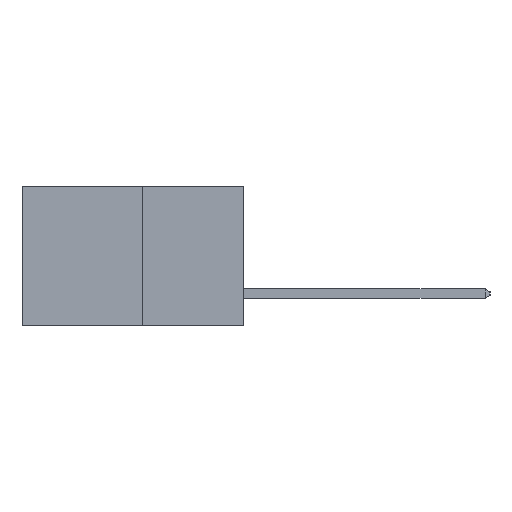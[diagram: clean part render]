
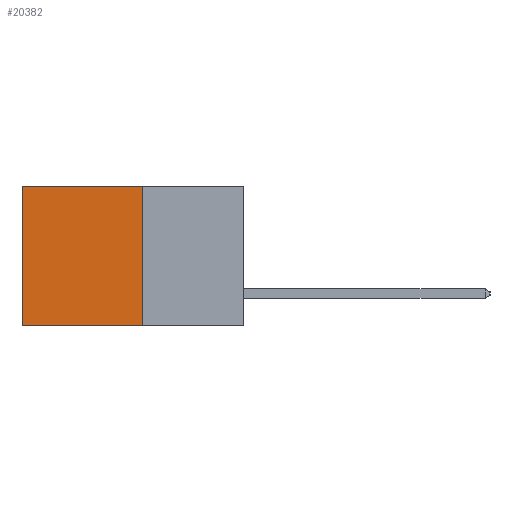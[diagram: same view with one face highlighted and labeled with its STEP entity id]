
A CAD part, left-side view. The second image highlights one B-rep face of the part: STEP entity #20382.
In plain terms, the highlighted planar face has unit normal (-1, 0, 0).
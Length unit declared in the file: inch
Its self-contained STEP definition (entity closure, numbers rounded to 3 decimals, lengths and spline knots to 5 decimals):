
#205 = DIRECTION ( 'NONE',  ( 1., 0., 0. ) ) ;
#1793 = ORIENTED_EDGE ( 'NONE', *, *, #20469, .F. ) ;
#2255 = CARTESIAN_POINT ( 'NONE',  ( 0.277, 0.27, -0.37 ) ) ;
#2501 = VERTEX_POINT ( 'NONE', #18475 ) ;
#2675 = VERTEX_POINT ( 'NONE', #15013 ) ;
#2923 = LINE ( 'NONE', #22665, #7951 ) ;
#3348 = ORIENTED_EDGE ( 'NONE', *, *, #15129, .T. ) ;
#3809 = LINE ( 'NONE', #4146, #14454 ) ;
#4146 = CARTESIAN_POINT ( 'NONE',  ( 0.277, 0.27, -0.37 ) ) ;
#5766 = ORIENTED_EDGE ( 'NONE', *, *, #14681, .F. ) ;
#6322 = DIRECTION ( 'NONE',  ( 0., 0., -1. ) ) ;
#7951 = VECTOR ( 'NONE', #24747, 39.37008 ) ;
#8246 = CARTESIAN_POINT ( 'NONE',  ( 0.277, 0.59, -0.37 ) ) ;
#9448 = LINE ( 'NONE', #25227, #19949 ) ;
#9580 = EDGE_CURVE ( 'NONE', #2501, #15783, #9448, .T. ) ;
#9848 = CARTESIAN_POINT ( 'NONE',  ( 0.277, 0.27, 0. ) ) ;
#12866 = PLANE ( 'NONE',  #18233 ) ;
#13753 = VECTOR ( 'NONE', #22377, 39.37008 ) ;
#14454 = VECTOR ( 'NONE', #6322, 39.37008 ) ;
#14681 = EDGE_CURVE ( 'NONE', #2675, #25438, #3809, .T. ) ;
#14835 = DIRECTION ( 'NONE',  ( 0., 0., -1. ) ) ;
#15013 = CARTESIAN_POINT ( 'NONE',  ( 0.277, 0.27, 0. ) ) ;
#15056 = DIRECTION ( 'NONE',  ( 0., 0., -1. ) ) ;
#15084 = LINE ( 'NONE', #9848, #13753 ) ;
#15129 = EDGE_CURVE ( 'NONE', #2675, #2501, #15084, .T. ) ;
#15783 = VERTEX_POINT ( 'NONE', #8246 ) ;
#18233 = AXIS2_PLACEMENT_3D ( 'NONE', #2255, #205, #15056 ) ;
#18475 = CARTESIAN_POINT ( 'NONE',  ( 0.277, 0.59, 0. ) ) ;
#19949 = VECTOR ( 'NONE', #14835, 39.37008 ) ;
#20382 = ADVANCED_FACE ( 'NONE', ( #21754 ), #12866, .F. ) ;
#20469 = EDGE_CURVE ( 'NONE', #25438, #15783, #2923, .T. ) ;
#21097 = ORIENTED_EDGE ( 'NONE', *, *, #9580, .T. ) ;
#21754 = FACE_OUTER_BOUND ( 'NONE', #24903, .T. ) ;
#22377 = DIRECTION ( 'NONE',  ( 0., 1., 0. ) ) ;
#22665 = CARTESIAN_POINT ( 'NONE',  ( 0.277, 0.27, -0.37 ) ) ;
#23877 = CARTESIAN_POINT ( 'NONE',  ( 0.277, 0.27, -0.37 ) ) ;
#24747 = DIRECTION ( 'NONE',  ( 0., 1., 0. ) ) ;
#24903 = EDGE_LOOP ( 'NONE', ( #21097, #1793, #5766, #3348 ) ) ;
#25227 = CARTESIAN_POINT ( 'NONE',  ( 0.277, 0.59, -0.37 ) ) ;
#25438 = VERTEX_POINT ( 'NONE', #23877 ) ;
